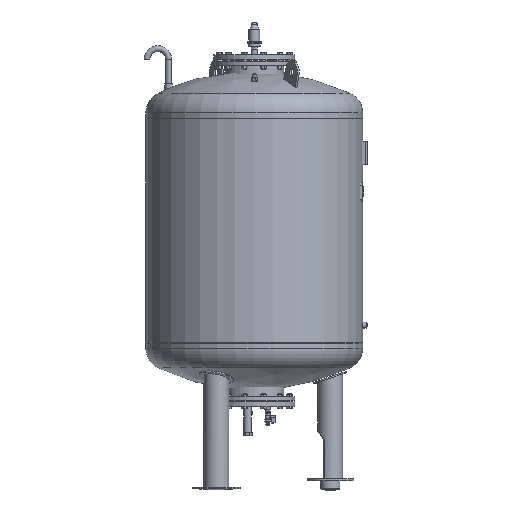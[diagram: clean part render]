
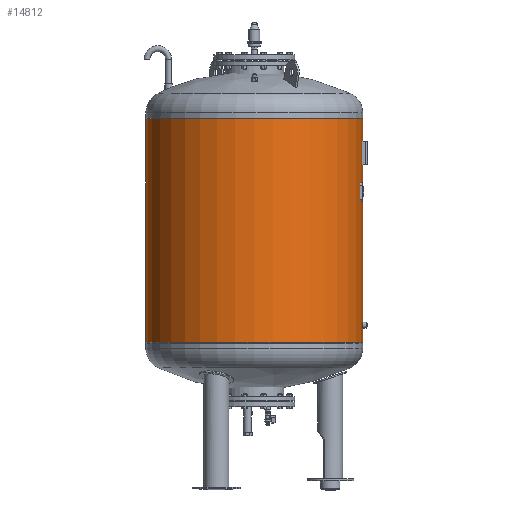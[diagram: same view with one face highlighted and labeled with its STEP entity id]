
A CAD part, left-side view. The second image highlights one B-rep face of the part: STEP entity #14812.
In plain terms, the highlighted cylindrical face has radius 500 mm (diameter 1000 mm), a full revolution.
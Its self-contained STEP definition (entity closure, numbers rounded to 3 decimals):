
#3984=FACE_BOUND('',#5801,.T.);
#4672=FACE_OUTER_BOUND('',#5800,.T.);
#5800=EDGE_LOOP('',(#12601));
#5801=EDGE_LOOP('',(#12602));
#6626=CIRCLE('',#16108,500.);
#6628=CIRCLE('',#16112,500.);
#7649=VERTEX_POINT('',#23956);
#7651=VERTEX_POINT('',#23962);
#9403=EDGE_CURVE('',#7649,#7649,#6626,.T.);
#9405=EDGE_CURVE('',#7651,#7651,#6628,.T.);
#12601=ORIENTED_EDGE('',*,*,#9403,.F.);
#12602=ORIENTED_EDGE('',*,*,#9405,.T.);
#14187=CYLINDRICAL_SURFACE('',#16113,500.);
#14812=ADVANCED_FACE('',(#4672,#3984),#14187,.T.);
#16108=AXIS2_PLACEMENT_3D('',#23957,#19314,#19315);
#16112=AXIS2_PLACEMENT_3D('',#23963,#19322,#19323);
#16113=AXIS2_PLACEMENT_3D('',#23964,#19324,#19325);
#19314=DIRECTION('center_axis',(0.,0.,1.));
#19315=DIRECTION('ref_axis',(1.,0.,0.));
#19322=DIRECTION('center_axis',(0.,0.,1.));
#19323=DIRECTION('ref_axis',(1.,0.,0.));
#19324=DIRECTION('center_axis',(0.,0.,1.));
#19325=DIRECTION('ref_axis',(1.,0.,0.));
#23956=CARTESIAN_POINT('',(500.,0.,1711.5));
#23957=CARTESIAN_POINT('Origin',(0.,0.,1711.5));
#23962=CARTESIAN_POINT('',(500.,0.,680.5));
#23963=CARTESIAN_POINT('Origin',(0.,0.,680.5));
#23964=CARTESIAN_POINT('Origin',(0.,0.,1452.25));
